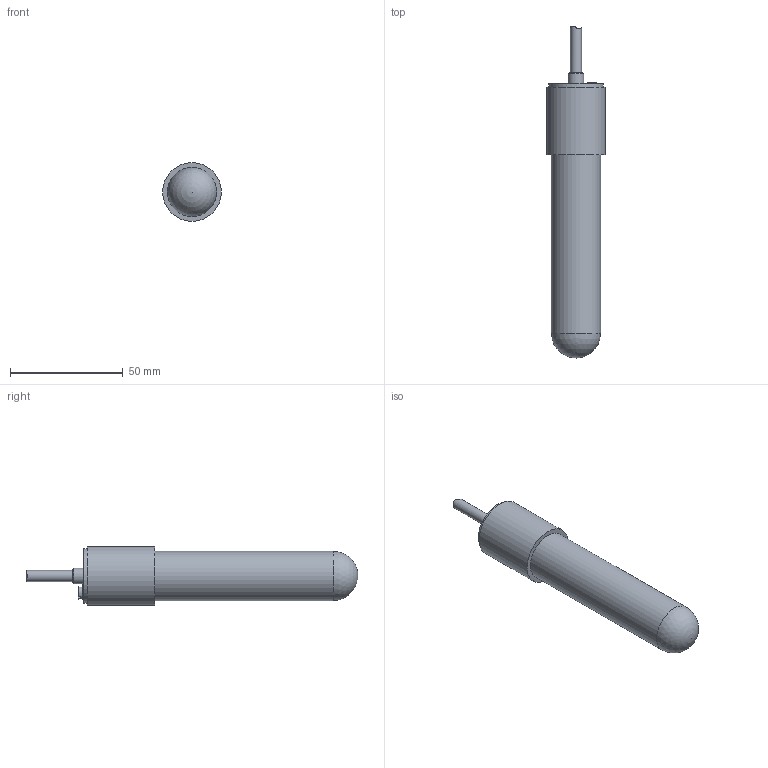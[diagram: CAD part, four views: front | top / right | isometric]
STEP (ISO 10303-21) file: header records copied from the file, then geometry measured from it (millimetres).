
FILE_DESCRIPTION(/* description */ (''),/* implementation_level */ '2;1');
FILE_NAME(/* name */ 'KA1604_Shrinkwrap_1.stp',/* time_stamp */ '2021-09-02T11:07:20+02:00',/* author */ ('Krieger Anja'),/* organization */ (''),/* preprocessor_version */ 'ST-DEVELOPER v18.1',/* originating_system */ 'Autodesk Inventor 2021',/* authorisation */ '');
FILE_SCHEMA (('AUTOMOTIVE_DESIGN { 1 0 10303 214 3 1 1 }'));
Length unit declared in the file: millimetre
Products named in the file (1): KA1604_Shrinkwrap_1
Bounding box: 26 x 147.13 x 26 mm (x, y, z)
Volume: 17362 mm3; surface area: 17810.1 mm2
Topology: 2 solids, 2 shells, 43 faces, 84 edges, 55 vertices
Faces by surface type: cylinder 18, plane 17, cone 6, sphere 2
Full cylindrical faces by diameter (mm): 2.6 x1, 3 x3, 3.1 x1, 4 x1, 4.9 x1, 5 x1, 5.1 x1, 5.5 x1, 7 x1, 18.2 x1, 21.8 x1, 22 x1, 24 x1, 26 x1
Entity records: 1285 total; most frequent: CARTESIAN_POINT 240, DIRECTION 211, ORIENTED_EDGE 162, AXIS2_PLACEMENT_3D 90, EDGE_CURVE 81, EDGE_LOOP 56, VERTEX_POINT 55, CIRCLE 46
